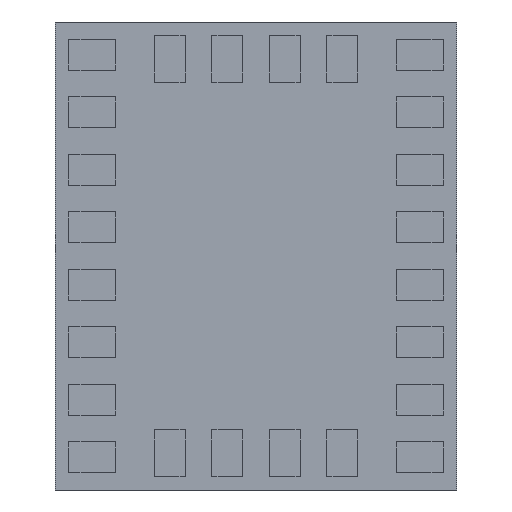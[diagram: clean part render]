
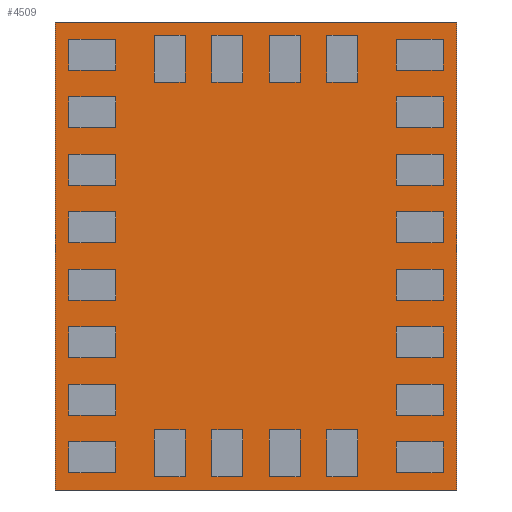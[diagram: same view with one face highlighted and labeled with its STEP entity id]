
A CAD part, front view. The second image highlights one B-rep face of the part: STEP entity #4509.
In plain terms, the highlighted planar face has unit normal (0, -1, 0).
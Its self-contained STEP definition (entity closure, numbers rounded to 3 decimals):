
#4352 = CARTESIAN_POINT ( 'NONE',  ( -1.5, 0.05, -1.75 ) ) ;
#4353 = VERTEX_POINT ( 'NONE', #4352 ) ;
#4354 = CARTESIAN_POINT ( 'NONE',  ( -1.5, 0.05, 1.75 ) ) ;
#4355 = VERTEX_POINT ( 'NONE', #4354 ) ;
#4356 = CARTESIAN_POINT ( 'NONE',  ( -1.5, 0.05, 1.75 ) ) ;
#4357 = DIRECTION ( 'NONE',  ( 0., 0., 1. ) ) ;
#4358 = VECTOR ( 'NONE', #4357, 1000. ) ;
#4359 = LINE ( 'NONE', #4356, #4358 ) ;
#4360 = EDGE_CURVE ( 'NONE', #4353, #4355, #4359, .T. ) ;
#4392 = CARTESIAN_POINT ( 'NONE',  ( 1.5, 0.05, 1.75 ) ) ;
#4393 = VERTEX_POINT ( 'NONE', #4392 ) ;
#4394 = CARTESIAN_POINT ( 'NONE',  ( 1.5, 0.05, 1.75 ) ) ;
#4395 = DIRECTION ( 'NONE',  ( 1., 0., 0. ) ) ;
#4396 = VECTOR ( 'NONE', #4395, 1000. ) ;
#4397 = LINE ( 'NONE', #4394, #4396 ) ;
#4398 = EDGE_CURVE ( 'NONE', #4355, #4393, #4397, .T. ) ;
#4423 = CARTESIAN_POINT ( 'NONE',  ( 1.5, 0.05, -1.75 ) ) ;
#4424 = VERTEX_POINT ( 'NONE', #4423 ) ;
#4425 = CARTESIAN_POINT ( 'NONE',  ( 1.5, 0.05, 1.75 ) ) ;
#4426 = DIRECTION ( 'NONE',  ( 0., 0., -1. ) ) ;
#4427 = VECTOR ( 'NONE', #4426, 1000. ) ;
#4428 = LINE ( 'NONE', #4425, #4427 ) ;
#4429 = EDGE_CURVE ( 'NONE', #4393, #4424, #4428, .T. ) ;
#4454 = CARTESIAN_POINT ( 'NONE',  ( 1.5, 0.05, -1.75 ) ) ;
#4455 = DIRECTION ( 'NONE',  ( -1., 0., 0. ) ) ;
#4456 = VECTOR ( 'NONE', #4455, 1000. ) ;
#4457 = LINE ( 'NONE', #4454, #4456 ) ;
#4458 = EDGE_CURVE ( 'NONE', #4424, #4353, #4457, .T. ) ;
#4498 = ORIENTED_EDGE ( 'NONE', *, *, #4360, .F. ) ;
#4499 = ORIENTED_EDGE ( 'NONE', *, *, #4458, .F. ) ;
#4500 = ORIENTED_EDGE ( 'NONE', *, *, #4429, .F. ) ;
#4501 = ORIENTED_EDGE ( 'NONE', *, *, #4398, .F. ) ;
#4502 = EDGE_LOOP ( 'NONE', ( #4498, #4499, #4500, #4501 ) ) ;
#4503 = FACE_OUTER_BOUND ( 'NONE', #4502, .T. ) ;
#4504 = CARTESIAN_POINT ( 'NONE',  ( 0., 0.05, 0. ) ) ;
#4505 = DIRECTION ( 'NONE',  ( 0., 1., 0. ) ) ;
#4506 = DIRECTION ( 'NONE',  ( 0., 0., 1. ) ) ;
#4507 = AXIS2_PLACEMENT_3D ( 'NONE', #4504, #4505, #4506 ) ;
#4508 = PLANE ( 'NONE', #4507 ) ;
#4509 = ADVANCED_FACE ( 'NONE', ( #4503 ), #4508, .F. ) ;
